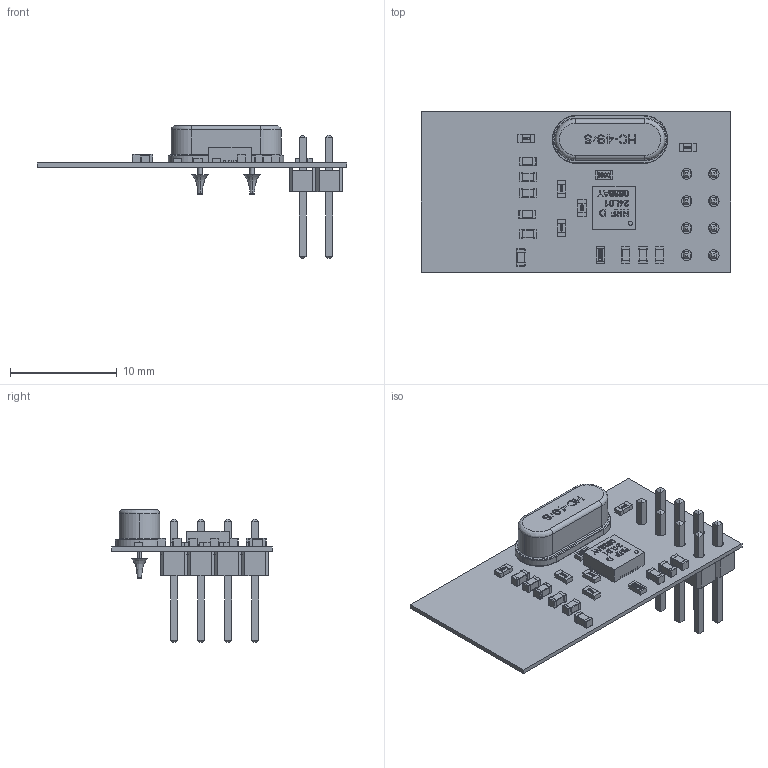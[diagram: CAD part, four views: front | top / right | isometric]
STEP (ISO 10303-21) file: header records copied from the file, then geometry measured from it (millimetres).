
FILE_DESCRIPTION (( 'STEP AP214' ), '1' );
FILE_NAME ('User Library-NRF24L01.STEP', '2022-03-09T17:56:03', ( '' ), ( '' ), 'SwSTEP 2.0', 'SolidWorks 2021', '' );
FILE_SCHEMA (( 'AUTOMOTIVE_DESIGN' ));
Length unit declared in the file: millimetre
Products named in the file (29): User Library-MY-NRF24L01P_Designator14; User Library-Header_Male_4Pin_PinArray; User Library-NRF24L01; User Library-MY-NRF24L01P_Free-Models; User Library-MY-NRF24L01P_Designator13; User Library-MY-NRF24L01P_Designator15; User Library-Header_Male_4Pin; User Library-MY-NRF24L01P_Designator21; User Library-Header_Male_4Pin_BodyArray; User Library-MY-NRF24L01P_Designator17; User Library-MY-NRF24L01P_Designator9; User Library-MY-NRF24L01P_Designator23; 2.54mm Male Header (4x2); User Library-MY-NRF24L01P_Designator20; User Library-MY-NRF24L01P_Designator25; User Library-MY-NRF24L01P_Designator18; User Library-MY-NRF24L01P_Designator12; User Library-MY-NRF24L01P_Designator11; User Library-MY-NRF24L01P_User_Library-cap_0603-1; User Library-MY-NRF24L01P_User_Library-NRF24L01P; User Library-MY-NRF24L01P_C0603; User Library-MY-NRF24L01P_Board; User Library-MY-NRF24L01P_Designator8; User Library-MY-NRF24L01P_Designator10; User Library-MY-NRF24L01P_R0603; User Library-MY-NRF24L01P_Designator22; User Library-MY-NRF24L01P_Designator19; User Library-MY-NRF24L01P_hc-49s_y; User Library-MY-NRF24L01P_Designator16
Assembly tree (42 placements, depth 4):
  User Library-NRF24L01
    User Library-MY-NRF24L01P_Board
    User Library-MY-NRF24L01P_Designator25
      User Library-MY-NRF24L01P_User_Library-cap_0603-1
    User Library-MY-NRF24L01P_Designator23
      User Library-MY-NRF24L01P_User_Library-cap_0603-1
    User Library-MY-NRF24L01P_Designator22
      User Library-MY-NRF24L01P_User_Library-cap_0603-1
    User Library-MY-NRF24L01P_Designator21
      User Library-MY-NRF24L01P_User_Library-cap_0603-1
    User Library-MY-NRF24L01P_Designator20
      User Library-MY-NRF24L01P_C0603
    User Library-MY-NRF24L01P_Designator19
      User Library-MY-NRF24L01P_R0603
    User Library-MY-NRF24L01P_Designator18
      User Library-MY-NRF24L01P_C0603
    User Library-MY-NRF24L01P_Designator17
      User Library-MY-NRF24L01P_C0603
    User Library-MY-NRF24L01P_Designator16
      User Library-MY-NRF24L01P_User_Library-cap_0603-1
    User Library-MY-NRF24L01P_Designator15
      User Library-MY-NRF24L01P_User_Library-cap_0603-1
    User Library-MY-NRF24L01P_Designator14
      User Library-MY-NRF24L01P_C0603
    User Library-MY-NRF24L01P_Designator11
      User Library-MY-NRF24L01P_User_Library-cap_0603-1
    User Library-MY-NRF24L01P_Designator13
      User Library-MY-NRF24L01P_C0603
    User Library-MY-NRF24L01P_Designator12
      User Library-MY-NRF24L01P_R0603
    User Library-MY-NRF24L01P_Designator10
      User Library-MY-NRF24L01P_User_Library-cap_0603-1
    User Library-MY-NRF24L01P_Designator9
      User Library-MY-NRF24L01P_User_Library-cap_0603-1
    User Library-MY-NRF24L01P_Designator8
      User Library-MY-NRF24L01P_hc-49s_y
    User Library-MY-NRF24L01P_Free-Models
      User Library-MY-NRF24L01P_User_Library-NRF24L01P
    2.54mm Male Header (4x2)
      User Library-Header_Male_4Pin  x2
        User Library-Header_Male_4Pin_PinArray
        User Library-Header_Male_4Pin_BodyArray
Bounding box: 29 x 15 x 12.45 mm (x, y, z)
Volume: 475.2 mm3; surface area: 1785.9 mm2
Topology: 37 solids, 37 shells, 1841 faces, 4618 edges, 2902 vertices
Faces by surface type: plane 1065, bspline 548, cylinder 228
Entity records: 51565 total; most frequent: CARTESIAN_POINT 20178, ORIENTED_EDGE 4928, DIRECTION 3798, EDGE_CURVE 2464, LINE 1842, VECTOR 1842, VERTEX_POINT 1594, EDGE_LOOP 1048
